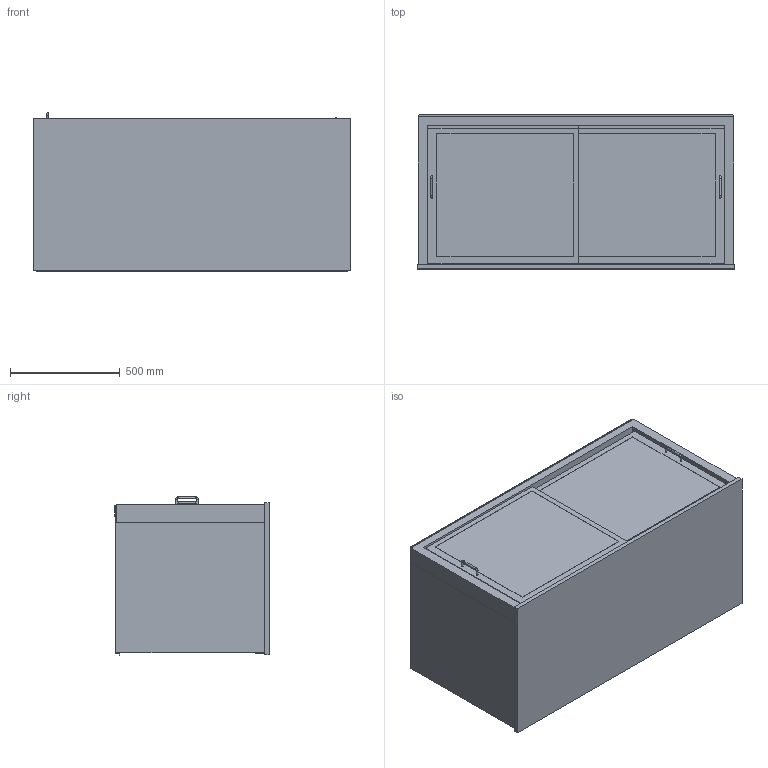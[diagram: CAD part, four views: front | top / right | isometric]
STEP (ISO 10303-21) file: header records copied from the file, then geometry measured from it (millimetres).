
FILE_DESCRIPTION(/* description */ ('Panoramaglasaufsatz ungekühlt'),/* implementation_level */ '2;1');
FILE_NAME(/* name */ '3D-AKE-00007534.stp',/* time_stamp */ '2023-05-10T14:26:02+02:00',/* author */ ('marina.schachner'),/* organization */ (''),/* preprocessor_version */ 'ST-DEVELOPER v18.1',/* originating_system */ 'Autodesk Inventor 2020',/* authorisation */ '');
FILE_SCHEMA (('AUTOMOTIVE_DESIGN { 1 0 10303 214 3 1 1 }'));
Length unit declared in the file: millimetre
Products named in the file (1): 3D-AKE-00007534
Bounding box: 1450 x 704 x 722 mm (x, y, z)
Volume: 74080089.5 mm3; surface area: 14499893.4 mm2
Topology: 33 solids, 33 shells, 323 faces, 780 edges, 524 vertices
Faces by surface type: plane 262, cylinder 57, torus 4
Full cylindrical faces by diameter (mm): 8 x6
Entity records: 9394 total; most frequent: CARTESIAN_POINT 1628, DIRECTION 1566, ORIENTED_EDGE 1560, EDGE_CURVE 780, LINE 642, VECTOR 642, VERTEX_POINT 524, AXIS2_PLACEMENT_3D 462
